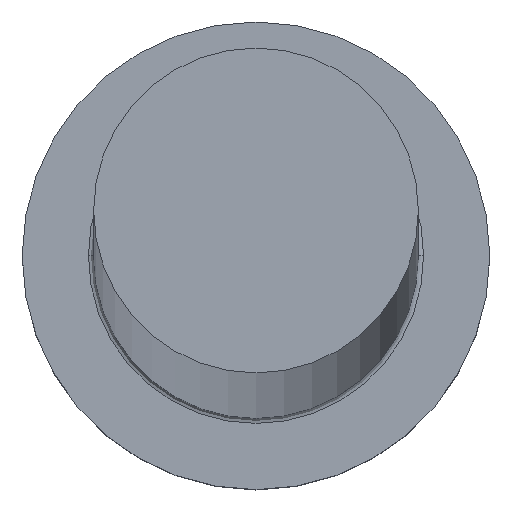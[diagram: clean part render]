
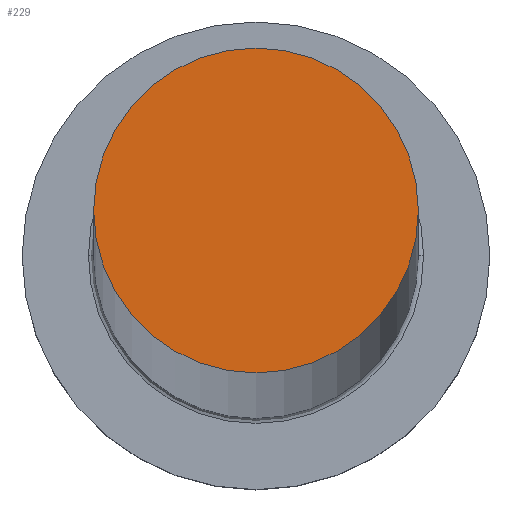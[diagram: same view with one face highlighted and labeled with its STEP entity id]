
A CAD part, top view. The second image highlights one B-rep face of the part: STEP entity #229.
In plain terms, the highlighted planar face has unit normal (0, 0, 1).
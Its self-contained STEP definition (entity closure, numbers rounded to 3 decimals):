
#9 = CARTESIAN_POINT ( 'NONE',  ( 0., 0., 1007. ) ) ;
#12 = CIRCLE ( 'NONE', #241, 6.25 ) ;
#26 = FACE_OUTER_BOUND ( 'NONE', #278, .T. ) ;
#29 = EDGE_CURVE ( 'NONE', #217, #115, #106, .T. ) ;
#40 = DIRECTION ( 'NONE',  ( 1., 0., 0. ) ) ;
#61 = DIRECTION ( 'NONE',  ( 1., 0., 0. ) ) ;
#72 = AXIS2_PLACEMENT_3D ( 'NONE', #227, #291, #83 ) ;
#79 = ORIENTED_EDGE ( 'NONE', *, *, #234, .T. ) ;
#83 = DIRECTION ( 'NONE',  ( 1., 0., 0. ) ) ;
#106 = CIRCLE ( 'NONE', #210, 6.25 ) ;
#115 = VERTEX_POINT ( 'NONE', #178 ) ;
#160 = ORIENTED_EDGE ( 'NONE', *, *, #29, .T. ) ;
#178 = CARTESIAN_POINT ( 'NONE',  ( -6.25, 0., 1007. ) ) ;
#210 = AXIS2_PLACEMENT_3D ( 'NONE', #254, #279, #40 ) ;
#217 = VERTEX_POINT ( 'NONE', #242 ) ;
#218 = PLANE ( 'NONE',  #72 ) ;
#227 = CARTESIAN_POINT ( 'NONE',  ( 0., 0., 1007. ) ) ;
#229 = ADVANCED_FACE ( 'NONE', ( #26 ), #218, .T. ) ;
#234 = EDGE_CURVE ( 'NONE', #115, #217, #12, .T. ) ;
#241 = AXIS2_PLACEMENT_3D ( 'NONE', #9, #248, #61 ) ;
#242 = CARTESIAN_POINT ( 'NONE',  ( 6.25, 0., 1007. ) ) ;
#248 = DIRECTION ( 'NONE',  ( 0., 0., 1. ) ) ;
#254 = CARTESIAN_POINT ( 'NONE',  ( 0., 0., 1007. ) ) ;
#278 = EDGE_LOOP ( 'NONE', ( #79, #160 ) ) ;
#279 = DIRECTION ( 'NONE',  ( 0., 0., 1. ) ) ;
#291 = DIRECTION ( 'NONE',  ( 0., 0., 1. ) ) ;
